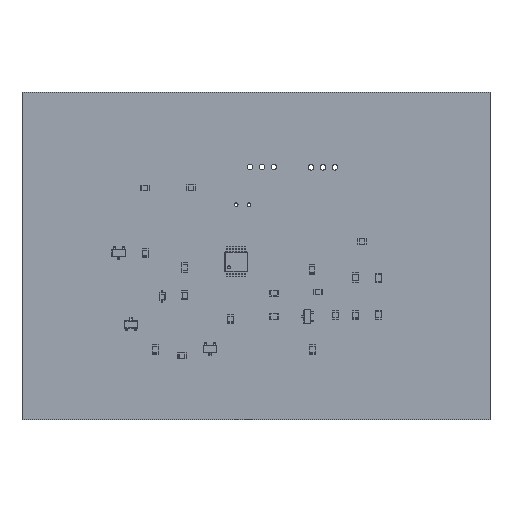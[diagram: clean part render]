
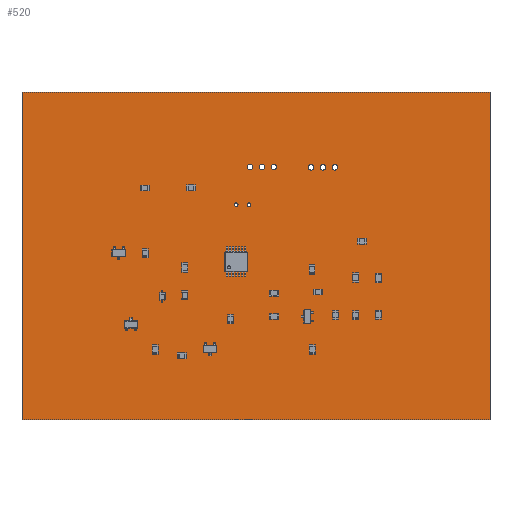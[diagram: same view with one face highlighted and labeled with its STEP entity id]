
A CAD part, top view. The second image highlights one B-rep face of the part: STEP entity #520.
In plain terms, the highlighted planar face has unit normal (0, 0, 1).
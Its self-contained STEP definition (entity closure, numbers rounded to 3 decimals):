
#137 = VERTEX_POINT('',#138);
#138 = CARTESIAN_POINT('',(100.,-60.,0.));
#155 = VERTEX_POINT('',#156);
#156 = CARTESIAN_POINT('',(100.,-130.,0.));
#162 = EDGE_CURVE('',#137,#155,#163,.T.);
#163 = LINE('',#164,#165);
#164 = CARTESIAN_POINT('',(100.,-60.,0.));
#165 = VECTOR('',#166,1.);
#166 = DIRECTION('',(0.,-1.,0.));
#177 = VERTEX_POINT('',#178);
#178 = CARTESIAN_POINT('',(200.,-60.,0.));
#193 = EDGE_CURVE('',#177,#137,#194,.T.);
#194 = LINE('',#195,#196);
#195 = CARTESIAN_POINT('',(200.,-60.,0.));
#196 = VECTOR('',#197,1.);
#197 = DIRECTION('',(-1.,0.,0.));
#208 = VERTEX_POINT('',#209);
#209 = CARTESIAN_POINT('',(200.,-130.,0.));
#224 = EDGE_CURVE('',#208,#155,#225,.T.);
#225 = LINE('',#226,#227);
#226 = CARTESIAN_POINT('',(200.,-130.,0.));
#227 = VECTOR('',#228,1.);
#228 = DIRECTION('',(-1.,0.,0.));
#246 = EDGE_CURVE('',#208,#177,#247,.T.);
#247 = LINE('',#248,#249);
#248 = CARTESIAN_POINT('',(200.,-130.,0.));
#249 = VECTOR('',#250,1.);
#250 = DIRECTION('',(0.,1.,0.));
#261 = VERTEX_POINT('',#262);
#262 = CARTESIAN_POINT('',(167.444,-76.05,0.));
#278 = EDGE_CURVE('',#261,#261,#279,.T.);
#279 = CIRCLE('',#280,0.599);
#280 = AXIS2_PLACEMENT_3D('',#281,#282,#283);
#281 = CARTESIAN_POINT('',(166.845,-76.05,0.));
#282 = DIRECTION('',(0.,0.,1.));
#283 = DIRECTION('',(1.,0.,0.));
#294 = VERTEX_POINT('',#295);
#295 = CARTESIAN_POINT('',(162.364,-76.05,0.));
#311 = EDGE_CURVE('',#294,#294,#312,.T.);
#312 = CIRCLE('',#313,0.599);
#313 = AXIS2_PLACEMENT_3D('',#314,#315,#316);
#314 = CARTESIAN_POINT('',(161.765,-76.05,0.));
#315 = DIRECTION('',(0.,0.,1.));
#316 = DIRECTION('',(1.,0.,0.));
#327 = VERTEX_POINT('',#328);
#328 = CARTESIAN_POINT('',(164.904,-76.05,0.));
#344 = EDGE_CURVE('',#327,#327,#345,.T.);
#345 = CIRCLE('',#346,0.599);
#346 = AXIS2_PLACEMENT_3D('',#347,#348,#349);
#347 = CARTESIAN_POINT('',(164.305,-76.05,0.));
#348 = DIRECTION('',(0.,0.,1.));
#349 = DIRECTION('',(1.,0.,0.));
#360 = VERTEX_POINT('',#361);
#361 = CARTESIAN_POINT('',(154.409,-76.,0.));
#377 = EDGE_CURVE('',#360,#360,#378,.T.);
#378 = CIRCLE('',#379,0.599);
#379 = AXIS2_PLACEMENT_3D('',#380,#381,#382);
#380 = CARTESIAN_POINT('',(153.81,-76.,0.));
#381 = DIRECTION('',(0.,0.,1.));
#382 = DIRECTION('',(1.,0.,0.));
#393 = VERTEX_POINT('',#394);
#394 = CARTESIAN_POINT('',(149.329,-76.,0.));
#410 = EDGE_CURVE('',#393,#393,#411,.T.);
#411 = CIRCLE('',#412,0.599);
#412 = AXIS2_PLACEMENT_3D('',#413,#414,#415);
#413 = CARTESIAN_POINT('',(148.73,-76.,0.));
#414 = DIRECTION('',(0.,0.,1.));
#415 = DIRECTION('',(1.,0.,0.));
#426 = VERTEX_POINT('',#427);
#427 = CARTESIAN_POINT('',(151.869,-76.,0.));
#443 = EDGE_CURVE('',#426,#426,#444,.T.);
#444 = CIRCLE('',#445,0.599);
#445 = AXIS2_PLACEMENT_3D('',#446,#447,#448);
#446 = CARTESIAN_POINT('',(151.27,-76.,0.));
#447 = DIRECTION('',(0.,0.,1.));
#448 = DIRECTION('',(1.,0.,0.));
#459 = VERTEX_POINT('',#460);
#460 = CARTESIAN_POINT('',(148.094,-84.05,0.));
#476 = EDGE_CURVE('',#459,#459,#477,.T.);
#477 = CIRCLE('',#478,0.381);
#478 = AXIS2_PLACEMENT_3D('',#479,#480,#481);
#479 = CARTESIAN_POINT('',(148.475,-84.05,0.));
#480 = DIRECTION('',(0.,0.,1.));
#481 = DIRECTION('',(-1.,0.,0.));
#492 = VERTEX_POINT('',#493);
#493 = CARTESIAN_POINT('',(145.394,-84.05,0.));
#509 = EDGE_CURVE('',#492,#492,#510,.T.);
#510 = CIRCLE('',#511,0.381);
#511 = AXIS2_PLACEMENT_3D('',#512,#513,#514);
#512 = CARTESIAN_POINT('',(145.775,-84.05,0.));
#513 = DIRECTION('',(0.,0.,1.));
#514 = DIRECTION('',(-1.,0.,0.));
#520 = ADVANCED_FACE('',(#521,#527,#530,#533,#536,#539,#542,#545,#548),
  #551,.F.);
#521 = FACE_BOUND('',#522,.F.);
#522 = EDGE_LOOP('',(#523,#524,#525,#526));
#523 = ORIENTED_EDGE('',*,*,#162,.F.);
#524 = ORIENTED_EDGE('',*,*,#193,.F.);
#525 = ORIENTED_EDGE('',*,*,#246,.F.);
#526 = ORIENTED_EDGE('',*,*,#224,.T.);
#527 = FACE_BOUND('',#528,.F.);
#528 = EDGE_LOOP('',(#529));
#529 = ORIENTED_EDGE('',*,*,#278,.T.);
#530 = FACE_BOUND('',#531,.F.);
#531 = EDGE_LOOP('',(#532));
#532 = ORIENTED_EDGE('',*,*,#311,.T.);
#533 = FACE_BOUND('',#534,.F.);
#534 = EDGE_LOOP('',(#535));
#535 = ORIENTED_EDGE('',*,*,#344,.T.);
#536 = FACE_BOUND('',#537,.F.);
#537 = EDGE_LOOP('',(#538));
#538 = ORIENTED_EDGE('',*,*,#377,.T.);
#539 = FACE_BOUND('',#540,.F.);
#540 = EDGE_LOOP('',(#541));
#541 = ORIENTED_EDGE('',*,*,#410,.T.);
#542 = FACE_BOUND('',#543,.F.);
#543 = EDGE_LOOP('',(#544));
#544 = ORIENTED_EDGE('',*,*,#443,.T.);
#545 = FACE_BOUND('',#546,.F.);
#546 = EDGE_LOOP('',(#547));
#547 = ORIENTED_EDGE('',*,*,#476,.T.);
#548 = FACE_BOUND('',#549,.F.);
#549 = EDGE_LOOP('',(#550));
#550 = ORIENTED_EDGE('',*,*,#509,.T.);
#551 = PLANE('',#552);
#552 = AXIS2_PLACEMENT_3D('',#553,#554,#555);
#553 = CARTESIAN_POINT('',(100.,-60.,0.));
#554 = DIRECTION('',(0.,0.,-1.));
#555 = DIRECTION('',(-1.,0.,0.));
